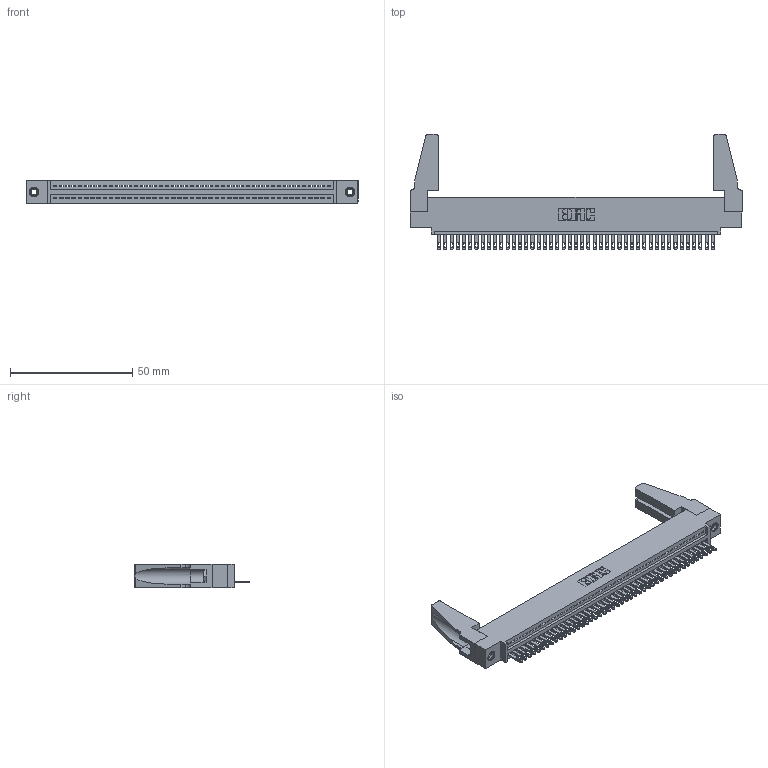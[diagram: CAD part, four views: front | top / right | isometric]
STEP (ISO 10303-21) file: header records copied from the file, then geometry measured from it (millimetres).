
FILE_DESCRIPTION (( 'STEP AP203' ), '1' );
FILE_NAME ('345-045-500-488.STEP', '2019-10-08T20:20:17', ( '' ), ( '' ), 'SwSTEP 2.0', 'SolidWorks 2016', '' );
FILE_SCHEMA (( 'CONFIG_CONTROL_DESIGN' ));
Length unit declared in the file: inch
Products named in the file (5): 345-220-078_345-220-088; 345 Part_0.110 Offset - 0.156 Dia-TH; 345-292-001_345-293-100; 345-250-001_345-250-001-102; 345-045-500-488
Assembly tree (50 placements, depth 2):
  345-045-500-488
    345 Part_0.110 Offset - 0.156 Dia-TH
    345-292-001_345-293-100  x45
    345-250-001_345-250-001-102  x2
    345-220-078_345-220-088  x2
Bounding box: 135.53 x 47.17 x 9.4 mm (x, y, z)
Volume: 16104.8 mm3; surface area: 20432.5 mm2
Topology: 50 solids, 50 shells, 2684 faces, 8227 edges, 5474 vertices
Faces by surface type: plane 1686, cylinder 982, cone 12, torus 4
Entity records: 35674 total; most frequent: CARTESIAN_POINT 6169, ORIENTED_EDGE 6108, DIRECTION 5392, EDGE_CURVE 3054, VECTOR 2696, LINE 2696, VERTEX_POINT 2030, AXIS2_PLACEMENT_3D 1348
